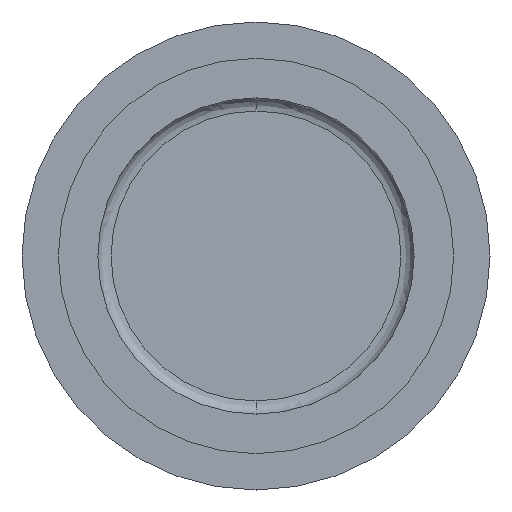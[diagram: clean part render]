
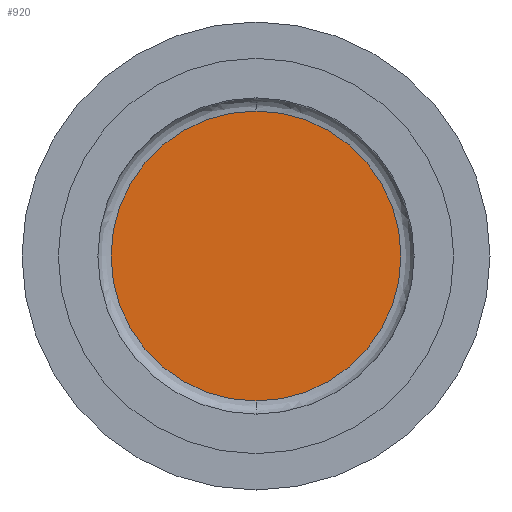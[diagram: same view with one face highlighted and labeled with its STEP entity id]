
A CAD part, left-side view. The second image highlights one B-rep face of the part: STEP entity #920.
In plain terms, the highlighted planar face has unit normal (-1, 0, 0).
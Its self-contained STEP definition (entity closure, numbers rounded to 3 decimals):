
#326=CARTESIAN_POINT('',(3.802,4.672,1.375));
#327=VERTEX_POINT('',#326);
#336=CARTESIAN_POINT('',(3.802,4.672,-1.375));
#337=VERTEX_POINT('',#336);
#345=CARTESIAN_POINT('',(3.802,4.672,0.0));
#346=DIRECTION('',(1.0,0.0,0.0));
#347=DIRECTION('',(0.0,0.0,-1.0));
#348=AXIS2_PLACEMENT_3D('',#345,#346,#347);
#349=CIRCLE('',#348,1.375);
#350=EDGE_CURVE('',#337,#327,#349,.T.);
#875=CARTESIAN_POINT('',(3.802,4.672,0.0));
#876=DIRECTION('',(1.0,0.0,0.0));
#877=DIRECTION('',(0.0,0.0,-1.0));
#878=AXIS2_PLACEMENT_3D('',#875,#876,#877);
#879=CIRCLE('',#878,1.375);
#880=EDGE_CURVE('',#327,#337,#879,.T.);
#911=CARTESIAN_POINT('',(3.802,4.672,1.5));
#912=DIRECTION('',(-1.0,0.0,0.0));
#913=DIRECTION('',(0.0,0.0,1.0));
#914=AXIS2_PLACEMENT_3D('',#911,#912,#913);
#915=PLANE('',#914);
#916=ORIENTED_EDGE('',*,*,#880,.F.);
#917=ORIENTED_EDGE('',*,*,#350,.F.);
#918=EDGE_LOOP('',(#916,#917));
#919=FACE_OUTER_BOUND('',#918,.T.);
#920=ADVANCED_FACE('',(#919),#915,.T.);
